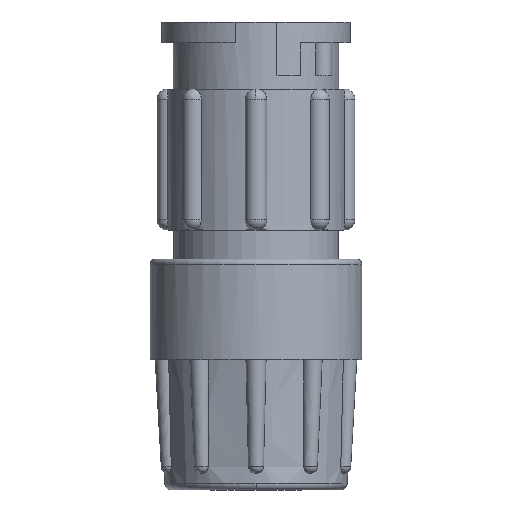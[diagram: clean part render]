
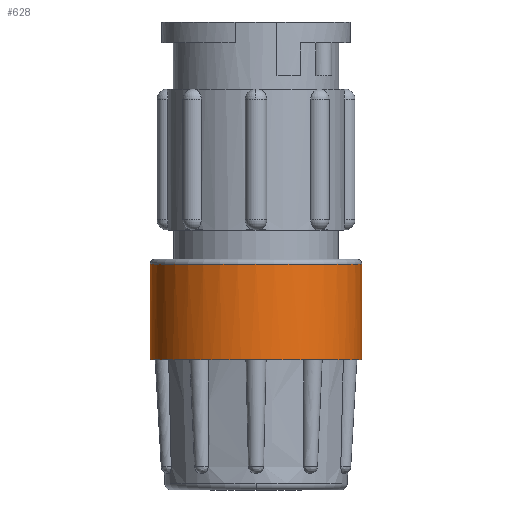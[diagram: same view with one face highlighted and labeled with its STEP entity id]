
A CAD part, front view. The second image highlights one B-rep face of the part: STEP entity #628.
In plain terms, the highlighted cylindrical face has radius 8.001 mm (diameter 16.002 mm), a partial arc.
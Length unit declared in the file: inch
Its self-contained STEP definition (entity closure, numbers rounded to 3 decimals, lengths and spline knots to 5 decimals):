
#368 = EDGE_CURVE ( 'NONE', #7307, #2947, #1043, .T. ) ;
#425 = CARTESIAN_POINT ( 'NONE',  ( 0., 0., -0.807 ) ) ;
#628 = ADVANCED_FACE ( 'NONE', ( #11192 ), #4295, .T. ) ;
#681 = CARTESIAN_POINT ( 'NONE',  ( 0.315, 0., -0.807 ) ) ;
#1043 = CIRCLE ( 'NONE', #2120, 0.315 ) ;
#1298 = CARTESIAN_POINT ( 'NONE',  ( 0.315, 0., -0.522 ) ) ;
#1465 = ORIENTED_EDGE ( 'NONE', *, *, #368, .T. ) ;
#1819 = DIRECTION ( 'NONE',  ( 0., 0., 1. ) ) ;
#1904 = DIRECTION ( 'NONE',  ( 1., 0., 0. ) ) ;
#1944 = EDGE_CURVE ( 'NONE', #2947, #9179, #7936, .T. ) ;
#2120 = AXIS2_PLACEMENT_3D ( 'NONE', #6133, #1819, #4392 ) ;
#2677 = EDGE_LOOP ( 'NONE', ( #6022, #1465, #5620, #7576 ) ) ;
#2772 = DIRECTION ( 'NONE',  ( 0., 0., 1. ) ) ;
#2947 = VERTEX_POINT ( 'NONE', #7254 ) ;
#3292 = VECTOR ( 'NONE', #5017, 39.37008 ) ;
#3853 = CARTESIAN_POINT ( 'NONE',  ( 0., 0., -0.522 ) ) ;
#4295 = CYLINDRICAL_SURFACE ( 'NONE', #10244, 0.315 ) ;
#4392 = DIRECTION ( 'NONE',  ( 1., 0., 0. ) ) ;
#4714 = DIRECTION ( 'NONE',  ( 1., 0., 0. ) ) ;
#5017 = DIRECTION ( 'NONE',  ( 0., 0., 1. ) ) ;
#5573 = LINE ( 'NONE', #10197, #3292 ) ;
#5620 = ORIENTED_EDGE ( 'NONE', *, *, #1944, .T. ) ;
#5889 = VERTEX_POINT ( 'NONE', #6377 ) ;
#5986 = AXIS2_PLACEMENT_3D ( 'NONE', #3853, #9888, #4714 ) ;
#6022 = ORIENTED_EDGE ( 'NONE', *, *, #7785, .F. ) ;
#6133 = CARTESIAN_POINT ( 'NONE',  ( 0., 0., -0.807 ) ) ;
#6377 = CARTESIAN_POINT ( 'NONE',  ( -0.315, 0., -0.522 ) ) ;
#6393 = CIRCLE ( 'NONE', #5986, 0.315 ) ;
#7254 = CARTESIAN_POINT ( 'NONE',  ( 0.315, 0., -0.807 ) ) ;
#7307 = VERTEX_POINT ( 'NONE', #10787 ) ;
#7557 = EDGE_CURVE ( 'NONE', #9179, #5889, #6393, .T. ) ;
#7576 = ORIENTED_EDGE ( 'NONE', *, *, #7557, .T. ) ;
#7785 = EDGE_CURVE ( 'NONE', #7307, #5889, #5573, .T. ) ;
#7936 = LINE ( 'NONE', #681, #9952 ) ;
#9179 = VERTEX_POINT ( 'NONE', #1298 ) ;
#9888 = DIRECTION ( 'NONE',  ( 0., 0., -1. ) ) ;
#9939 = DIRECTION ( 'NONE',  ( 0., 0., 1. ) ) ;
#9952 = VECTOR ( 'NONE', #9939, 39.37008 ) ;
#10197 = CARTESIAN_POINT ( 'NONE',  ( -0.315, 0., -0.807 ) ) ;
#10244 = AXIS2_PLACEMENT_3D ( 'NONE', #425, #2772, #1904 ) ;
#10787 = CARTESIAN_POINT ( 'NONE',  ( -0.315, 0., -0.807 ) ) ;
#11192 = FACE_OUTER_BOUND ( 'NONE', #2677, .T. ) ;
